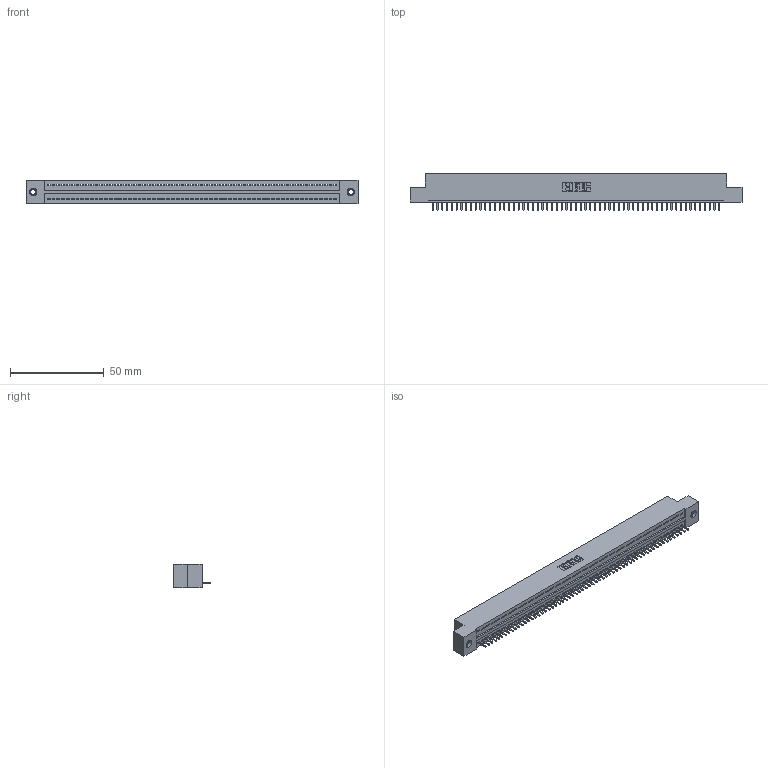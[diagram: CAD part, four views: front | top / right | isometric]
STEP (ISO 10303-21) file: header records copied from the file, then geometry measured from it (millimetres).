
FILE_DESCRIPTION (( 'STEP AP203' ), '1' );
FILE_NAME ('325-061-520-107.STEP', '2020-02-25T02:47:37', ( '' ), ( '' ), 'SwSTEP 2.0', 'SolidWorks 2016', '' );
FILE_SCHEMA (( 'CONFIG_CONTROL_DESIGN' ));
Length unit declared in the file: inch
Products named in the file (4): 325 Part_TI; 345-250-001_345-250-005-103; 325-292-001_325-293-120; 325-061-520-107
Assembly tree (64 placements, depth 2):
  325-061-520-107
    325 Part_TI
    325-292-001_325-293-120  x61
    345-250-001_345-250-005-103  x2
Bounding box: 176.66 x 19.68 x 12.45 mm (x, y, z)
Volume: 22404.9 mm3; surface area: 24185.5 mm2
Topology: 64 solids, 64 shells, 3712 faces, 11183 edges, 7366 vertices
Faces by surface type: plane 2664, cylinder 1032, cone 12, torus 4
Entity records: 36038 total; most frequent: CARTESIAN_POINT 6196, ORIENTED_EDGE 6186, DIRECTION 5221, EDGE_CURVE 3093, VECTOR 2945, LINE 2945, VERTEX_POINT 2056, AXIS2_PLACEMENT_3D 1138
